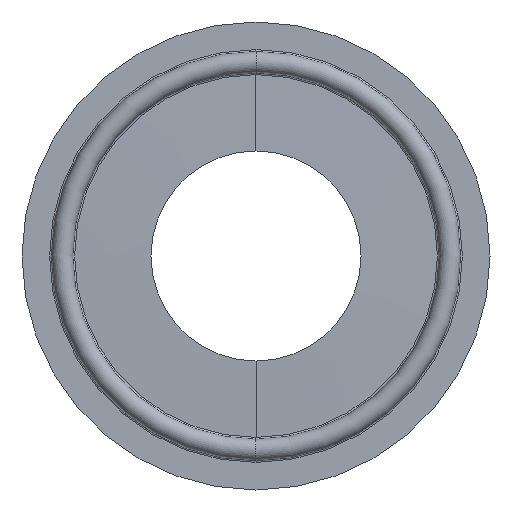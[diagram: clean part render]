
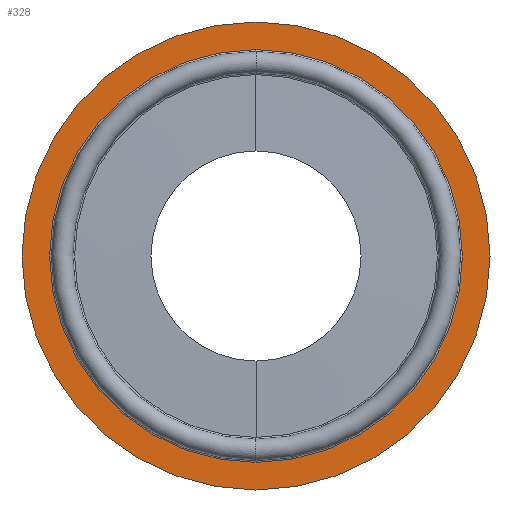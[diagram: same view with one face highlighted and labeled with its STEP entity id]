
A CAD part, left-side view. The second image highlights one B-rep face of the part: STEP entity #328.
In plain terms, the highlighted planar face has unit normal (-1, 0, 0).
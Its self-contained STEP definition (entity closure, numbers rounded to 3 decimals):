
#12 = EDGE_LOOP ( 'NONE', ( #168, #541 ) ) ;
#13 = DIRECTION ( 'NONE',  ( 0., 0., -1. ) ) ;
#63 = DIRECTION ( 'NONE',  ( 1., 0., 0. ) ) ;
#74 = CARTESIAN_POINT ( 'NONE',  ( -0.9, 0., 26.25 ) ) ;
#89 = DIRECTION ( 'NONE',  ( 1., 0., 0. ) ) ;
#91 = DIRECTION ( 'NONE',  ( 1., 0., 0. ) ) ;
#99 = ORIENTED_EDGE ( 'NONE', *, *, #887, .T. ) ;
#156 = CARTESIAN_POINT ( 'NONE',  ( -0.9, 0., 23.15 ) ) ;
#168 = ORIENTED_EDGE ( 'NONE', *, *, #437, .T. ) ;
#226 = DIRECTION ( 'NONE',  ( 0., 0., 1. ) ) ;
#229 = CARTESIAN_POINT ( 'NONE',  ( -0.9, 0., 0. ) ) ;
#230 = DIRECTION ( 'NONE',  ( 0., 0., -1. ) ) ;
#236 = AXIS2_PLACEMENT_3D ( 'NONE', #548, #861, #226 ) ;
#249 = CIRCLE ( 'NONE', #452, 23.15 ) ;
#328 = ADVANCED_FACE ( 'NONE', ( #388, #670 ), #813, .F. ) ;
#342 = CARTESIAN_POINT ( 'NONE',  ( -0.9, 0., 0. ) ) ;
#376 = ORIENTED_EDGE ( 'NONE', *, *, #611, .T. ) ;
#383 = CARTESIAN_POINT ( 'NONE',  ( -0.9, 0., -26.25 ) ) ;
#388 = FACE_BOUND ( 'NONE', #743, .T. ) ;
#418 = CARTESIAN_POINT ( 'NONE',  ( -0.9, 0., -23.15 ) ) ;
#437 = EDGE_CURVE ( 'NONE', #438, #816, #462, .T. ) ;
#438 = VERTEX_POINT ( 'NONE', #74 ) ;
#452 = AXIS2_PLACEMENT_3D ( 'NONE', #229, #91, #13 ) ;
#455 = VERTEX_POINT ( 'NONE', #156 ) ;
#462 = CIRCLE ( 'NONE', #891, 26.25 ) ;
#492 = VERTEX_POINT ( 'NONE', #418 ) ;
#511 = CIRCLE ( 'NONE', #591, 23.15 ) ;
#541 = ORIENTED_EDGE ( 'NONE', *, *, #868, .T. ) ;
#548 = CARTESIAN_POINT ( 'NONE',  ( -0.9, 0., 0. ) ) ;
#551 = DIRECTION ( 'NONE',  ( -1., 0., 0. ) ) ;
#563 = DIRECTION ( 'NONE',  ( 0., 0., 1. ) ) ;
#581 = CARTESIAN_POINT ( 'NONE',  ( -0.9, 0., 0. ) ) ;
#591 = AXIS2_PLACEMENT_3D ( 'NONE', #581, #63, #230 ) ;
#604 = CARTESIAN_POINT ( 'NONE',  ( -0.9, 22.95, 0. ) ) ;
#611 = EDGE_CURVE ( 'NONE', #492, #455, #249, .T. ) ;
#644 = DIRECTION ( 'NONE',  ( 0., 0., -1. ) ) ;
#670 = FACE_OUTER_BOUND ( 'NONE', #12, .T. ) ;
#743 = EDGE_LOOP ( 'NONE', ( #376, #99 ) ) ;
#813 = PLANE ( 'NONE',  #855 ) ;
#816 = VERTEX_POINT ( 'NONE', #383 ) ;
#838 = CIRCLE ( 'NONE', #236, 26.25 ) ;
#855 = AXIS2_PLACEMENT_3D ( 'NONE', #604, #89, #644 ) ;
#861 = DIRECTION ( 'NONE',  ( -1., 0., 0. ) ) ;
#868 = EDGE_CURVE ( 'NONE', #816, #438, #838, .T. ) ;
#887 = EDGE_CURVE ( 'NONE', #455, #492, #511, .T. ) ;
#891 = AXIS2_PLACEMENT_3D ( 'NONE', #342, #551, #563 ) ;
